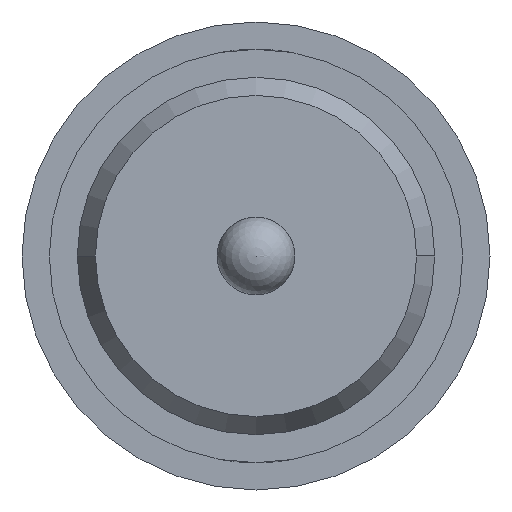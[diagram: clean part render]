
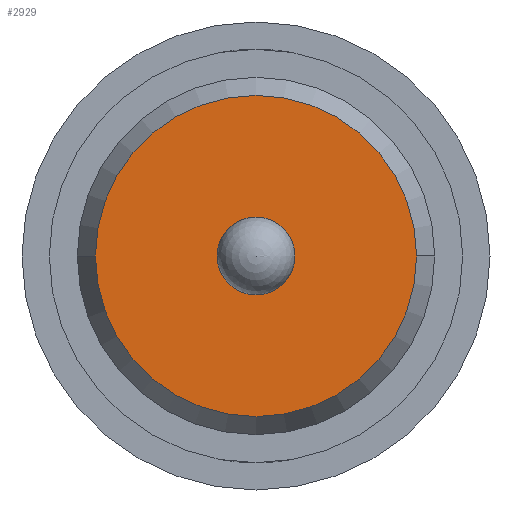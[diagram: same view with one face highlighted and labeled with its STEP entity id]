
A CAD part, front view. The second image highlights one B-rep face of the part: STEP entity #2929.
In plain terms, the highlighted planar face has unit normal (0, -1, 0).
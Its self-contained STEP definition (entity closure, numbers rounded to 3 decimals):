
#31 = ORIENTED_EDGE ( 'NONE', *, *, #4541, .T. ) ;
#100 = ORIENTED_EDGE ( 'NONE', *, *, #532, .T. ) ;
#145 = DIRECTION ( 'NONE',  ( 1., 0., 0. ) ) ;
#172 = DIRECTION ( 'NONE',  ( 0., -1., 0. ) ) ;
#233 = EDGE_LOOP ( 'NONE', ( #2813, #100 ) ) ;
#287 = DIRECTION ( 'NONE',  ( 0., 1., 0. ) ) ;
#350 = CARTESIAN_POINT ( 'NONE',  ( 0., -28.6, 0. ) ) ;
#496 = AXIS2_PLACEMENT_3D ( 'NONE', #1188, #2623, #1553 ) ;
#532 = EDGE_CURVE ( 'NONE', #2147, #4643, #3740, .T. ) ;
#573 = EDGE_LOOP ( 'NONE', ( #3132, #31 ) ) ;
#665 = DIRECTION ( 'NONE',  ( 0., 0., -1. ) ) ;
#767 = CIRCLE ( 'NONE', #3639, 0.25 ) ;
#802 = AXIS2_PLACEMENT_3D ( 'NONE', #1274, #172, #4097 ) ;
#996 = CIRCLE ( 'NONE', #496, 1.03 ) ;
#1168 = FACE_OUTER_BOUND ( 'NONE', #573, .T. ) ;
#1188 = CARTESIAN_POINT ( 'NONE',  ( 0., -28.6, 0. ) ) ;
#1208 = DIRECTION ( 'NONE',  ( 0., 1., 0. ) ) ;
#1248 = DIRECTION ( 'NONE',  ( 0., 0., -1. ) ) ;
#1274 = CARTESIAN_POINT ( 'NONE',  ( 0., -28.6, 0. ) ) ;
#1553 = DIRECTION ( 'NONE',  ( 1., 0., 0. ) ) ;
#2047 = VERTEX_POINT ( 'NONE', #3697 ) ;
#2126 = EDGE_CURVE ( 'NONE', #4643, #2147, #767, .T. ) ;
#2147 = VERTEX_POINT ( 'NONE', #2220 ) ;
#2220 = CARTESIAN_POINT ( 'NONE',  ( 0., -28.6, -0.25 ) ) ;
#2316 = DIRECTION ( 'NONE',  ( 0., -1., 0. ) ) ;
#2500 = FACE_BOUND ( 'NONE', #233, .T. ) ;
#2524 = VERTEX_POINT ( 'NONE', #3338 ) ;
#2623 = DIRECTION ( 'NONE',  ( 0., -1., 0. ) ) ;
#2813 = ORIENTED_EDGE ( 'NONE', *, *, #2126, .T. ) ;
#2929 = ADVANCED_FACE ( 'NONE', ( #2500, #1168 ), #4025, .T. ) ;
#2962 = CARTESIAN_POINT ( 'NONE',  ( 0., -28.6, 0. ) ) ;
#3066 = CARTESIAN_POINT ( 'NONE',  ( 0., -28.6, 0.25 ) ) ;
#3132 = ORIENTED_EDGE ( 'NONE', *, *, #4373, .T. ) ;
#3305 = CARTESIAN_POINT ( 'NONE',  ( -1.145, -28.6, 0. ) ) ;
#3331 = AXIS2_PLACEMENT_3D ( 'NONE', #3305, #2316, #145 ) ;
#3338 = CARTESIAN_POINT ( 'NONE',  ( 1.03, -28.6, 0. ) ) ;
#3453 = AXIS2_PLACEMENT_3D ( 'NONE', #350, #287, #665 ) ;
#3639 = AXIS2_PLACEMENT_3D ( 'NONE', #2962, #1208, #1248 ) ;
#3697 = CARTESIAN_POINT ( 'NONE',  ( -1.03, -28.6, 0. ) ) ;
#3740 = CIRCLE ( 'NONE', #3453, 0.25 ) ;
#4025 = PLANE ( 'NONE',  #3331 ) ;
#4097 = DIRECTION ( 'NONE',  ( 1., 0., 0. ) ) ;
#4373 = EDGE_CURVE ( 'NONE', #2047, #2524, #996, .T. ) ;
#4380 = CIRCLE ( 'NONE', #802, 1.03 ) ;
#4541 = EDGE_CURVE ( 'NONE', #2524, #2047, #4380, .T. ) ;
#4643 = VERTEX_POINT ( 'NONE', #3066 ) ;
